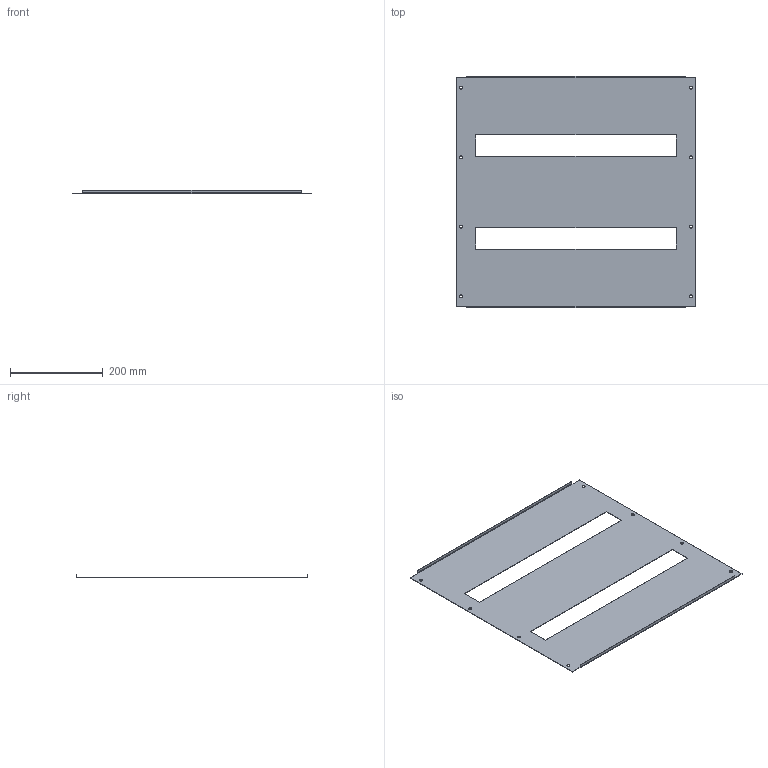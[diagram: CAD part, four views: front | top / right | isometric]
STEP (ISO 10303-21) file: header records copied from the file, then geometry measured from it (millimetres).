
FILE_DESCRIPTION (( 'STEP AP203' ), '1' );
FILE_NAME ('Ïëàñòðîí FORD âûñîòîé 500ìì ïîä 2 óðîâíÿ àâò. âûêë. äëÿ øêàôà øèðèíîé 600ìì (3øò.) EKF PROxima.STEP', '2020-10-26T07:21:20', ( '' ), ( '' ), 'SwSTEP 2.0', 'SolidWorks 2019', '' );
FILE_SCHEMA (( 'CONFIG_CONTROL_DESIGN' ));
Length unit declared in the file: millimetre
Products named in the file (1): Ïëàñòðîí FORD âûñîòîé 500ìì ïîä 2 óðîâíÿ àâò. âûêë. äëÿ øêàôà øèðèíîé 600ìì (3øò.) EKF PROxima
Bounding box: 517 x 499 x 8 mm (x, y, z)
Volume: 223668.4 mm3; surface area: 451473.5 mm2
Topology: 1 solids, 1 shells, 50 faces, 128 edges, 80 vertices
Faces by surface type: plane 30, cylinder 20
Entity records: 1621 total; most frequent: DIRECTION 270, CARTESIAN_POINT 259, ORIENTED_EDGE 256, EDGE_CURVE 128, AXIS2_PLACEMENT_3D 91, LINE 88, VECTOR 88, VERTEX_POINT 80
